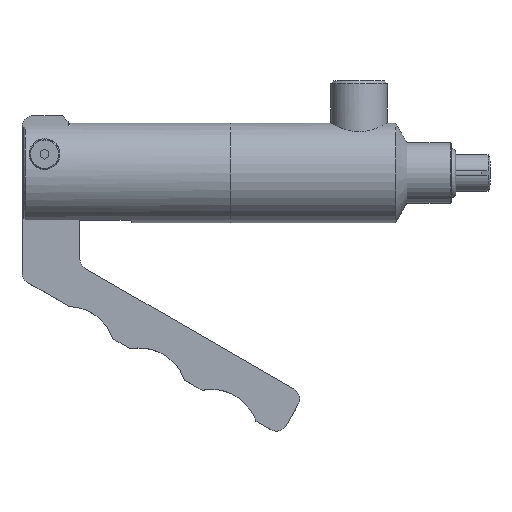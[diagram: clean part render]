
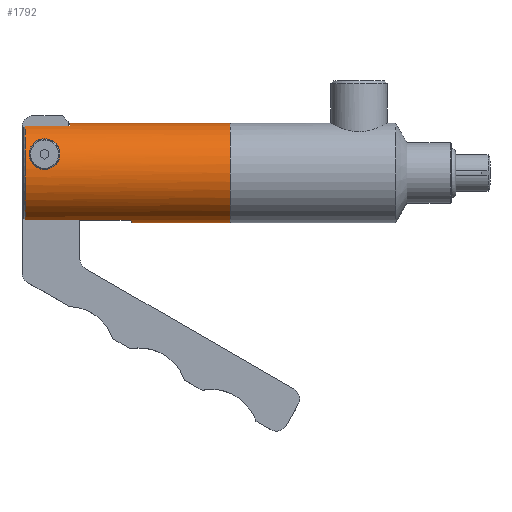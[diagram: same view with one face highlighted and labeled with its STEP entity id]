
A CAD part, top view. The second image highlights one B-rep face of the part: STEP entity #1792.
In plain terms, the highlighted cylindrical face has radius 13.462 mm (diameter 26.924 mm), a full revolution.
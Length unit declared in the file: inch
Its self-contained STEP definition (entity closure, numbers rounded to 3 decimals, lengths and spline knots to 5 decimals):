
#37=B_SPLINE_CURVE_WITH_KNOTS($,3,(#2735,#2736,#2737,#2738,#2739,#2740,
#2741,#2742,#2743,#2744,#2745,#2746,#2747,#2748,#2749,#2750,#2751,#2752,
#2753,#2754,#2755,#2756,#2757,#2758,#2759,#2760,#2761,#2762,#2763,#2764,
#2765,#2766,#2767,#2768),.UNSPECIFIED.,.T.,.F.,(4,2,2,2,2,2,2,2,2,2,2,2,
2,2,2,2,4),(0.,0.15668,0.31335,0.47644,0.63953,
0.82205,1.00457,1.16495,1.32534,1.48572,
1.64611,1.82862,2.01114,2.17423,2.33732,
2.494,2.65068),.UNSPECIFIED.);
#38=B_SPLINE_CURVE_WITH_KNOTS($,3,(#2771,#2772,#2773,#2774,#2775,#2776,
#2777,#2778,#2779,#2780,#2781,#2782,#2783,#2784,#2785,#2786,#2787,#2788,
#2789,#2790,#2791,#2792,#2793,#2794,#2795,#2796,#2797,#2798,#2799,#2800,
#2801,#2802,#2803,#2804),.UNSPECIFIED.,.T.,.F.,(4,2,2,2,2,2,2,2,2,2,2,2,
2,2,2,2,4),(0.,0.0905,0.18099,0.27693,0.37288,
0.47505,0.57722,0.66858,0.75994,
0.8513,0.94266,1.04483,1.147,1.24294,
1.33888,1.42938,1.51987),.UNSPECIFIED.);
#179=LINE($,#3124,#313);
#180=LINE($,#3126,#314);
#181=LINE($,#3130,#315);
#182=LINE($,#3134,#316);
#313=VECTOR($,#2455,0.475);
#314=VECTOR($,#2456,0.475);
#315=VECTOR($,#2459,1.125);
#316=VECTOR($,#2462,1.125);
#415=FACE_BOUND($,#648,.T.);
#416=FACE_BOUND($,#649,.T.);
#417=FACE_BOUND($,#650,.T.);
#418=FACE_BOUND($,#651,.T.);
#648=EDGE_LOOP($,(#1589));
#649=EDGE_LOOP($,(#1590));
#650=EDGE_LOOP($,(#1591));
#651=EDGE_LOOP($,(#1592,#1593,#1594,#1595,#1596,#1597,#1598,#1599));
#758=CIRCLE($,#1974,0.53);
#759=CIRCLE($,#1976,0.53);
#760=CIRCLE($,#1977,0.53);
#761=CIRCLE($,#1978,0.53);
#762=CIRCLE($,#1979,0.53);
#839=VERTEX_POINT($,#2734);
#840=VERTEX_POINT($,#2770);
#918=VERTEX_POINT($,#3112);
#919=VERTEX_POINT($,#3113);
#922=VERTEX_POINT($,#3121);
#923=VERTEX_POINT($,#3123);
#924=VERTEX_POINT($,#3125);
#925=VERTEX_POINT($,#3127);
#926=VERTEX_POINT($,#3129);
#927=VERTEX_POINT($,#3131);
#928=VERTEX_POINT($,#3133);
#1035=EDGE_CURVE($,#839,#839,#37,.T.);
#1036=EDGE_CURVE($,#840,#840,#38,.T.);
#1152=EDGE_CURVE($,#918,#919,#758,.T.);
#1156=EDGE_CURVE($,#922,#922,#759,.T.);
#1157=EDGE_CURVE($,#923,#918,#179,.T.);
#1158=EDGE_CURVE($,#919,#924,#180,.T.);
#1159=EDGE_CURVE($,#924,#925,#760,.T.);
#1160=EDGE_CURVE($,#925,#926,#181,.T.);
#1161=EDGE_CURVE($,#926,#927,#761,.T.);
#1162=EDGE_CURVE($,#927,#928,#182,.T.);
#1163=EDGE_CURVE($,#928,#923,#762,.T.);
#1589=ORIENTED_EDGE($,*,*,#1035,.T.);
#1590=ORIENTED_EDGE($,*,*,#1036,.T.);
#1591=ORIENTED_EDGE($,*,*,#1156,.F.);
#1592=ORIENTED_EDGE($,*,*,#1157,.T.);
#1593=ORIENTED_EDGE($,*,*,#1152,.T.);
#1594=ORIENTED_EDGE($,*,*,#1158,.T.);
#1595=ORIENTED_EDGE($,*,*,#1159,.T.);
#1596=ORIENTED_EDGE($,*,*,#1160,.T.);
#1597=ORIENTED_EDGE($,*,*,#1161,.T.);
#1598=ORIENTED_EDGE($,*,*,#1162,.T.);
#1599=ORIENTED_EDGE($,*,*,#1163,.T.);
#1699=CYLINDRICAL_SURFACE($,#1975,0.53);
#1792=ADVANCED_FACE($,(#415,#416,#417,#418),#1699,.T.);
#1974=AXIS2_PLACEMENT_3D($,#3114,#2446,#2447);
#1975=AXIS2_PLACEMENT_3D($,#3120,#2451,#2452);
#1976=AXIS2_PLACEMENT_3D($,#3122,#2453,#2454);
#1977=AXIS2_PLACEMENT_3D($,#3128,#2457,#2458);
#1978=AXIS2_PLACEMENT_3D($,#3132,#2460,#2461);
#1979=AXIS2_PLACEMENT_3D($,#3135,#2463,#2464);
#2446=DIRECTION('center_axis',(1.,0.,0.));
#2447=DIRECTION('ref_axis',(0.,1.,0.));
#2451=DIRECTION('center_axis',(1.,0.,0.));
#2452=DIRECTION('ref_axis',(0.,1.,0.));
#2453=DIRECTION('center_axis',(1.,0.,0.));
#2454=DIRECTION('ref_axis',(0.,1.,0.));
#2455=DIRECTION($,(1.,0.,0.));
#2456=DIRECTION($,(-1.,0.,0.));
#2457=DIRECTION('center_axis',(1.,0.,0.));
#2458=DIRECTION('ref_axis',(0.,1.,0.));
#2459=DIRECTION($,(1.,0.,0.));
#2460=DIRECTION('center_axis',(1.,0.,0.));
#2461=DIRECTION('ref_axis',(0.,1.,0.));
#2462=DIRECTION($,(-1.,0.,0.));
#2463=DIRECTION('center_axis',(1.,0.,0.));
#2464=DIRECTION('ref_axis',(0.,1.,0.));
#2734=CARTESIAN_POINT('',(0.22,0.036,0.52878));
#2735=CARTESIAN_POINT('Ctrl Pts',(0.22,0.036,0.52878));
#2736=CARTESIAN_POINT('Ctrl Pts',(0.19944,0.036,0.52878));
#2737=CARTESIAN_POINT('Ctrl Pts',(0.17751,0.04011,
0.52855));
#2738=CARTESIAN_POINT('Ctrl Pts',(0.1372,0.05677,
0.52702));
#2739=CARTESIAN_POINT('Ctrl Pts',(0.11882,0.06932,
0.52565));
#2740=CARTESIAN_POINT('Ctrl Pts',(0.08926,0.09873,
0.52094));
#2741=CARTESIAN_POINT('Ctrl Pts',(0.07646,0.11769,
0.5172));
#2742=CARTESIAN_POINT('Ctrl Pts',(0.05984,0.15843,
0.50621));
#2743=CARTESIAN_POINT('Ctrl Pts',(0.056,0.18018,
0.49889));
#2744=CARTESIAN_POINT('Ctrl Pts',(0.056,0.22218,
0.48178));
#2745=CARTESIAN_POINT('Ctrl Pts',(0.06071,0.24507,
0.47054));
#2746=CARTESIAN_POINT('Ctrl Pts',(0.07879,0.28639,
0.4466));
#2747=CARTESIAN_POINT('Ctrl Pts',(0.09211,0.30485,0.43394));
#2748=CARTESIAN_POINT('Ctrl Pts',(0.12121,0.33224,0.41325));
#2749=CARTESIAN_POINT('Ctrl Pts',(0.13847,0.34384,0.40347));
#2750=CARTESIAN_POINT('Ctrl Pts',(0.1773,0.35973,0.38937));
#2751=CARTESIAN_POINT('Ctrl Pts',(0.19895,0.364,0.38523));
#2752=CARTESIAN_POINT('Ctrl Pts',(0.24105,0.364,0.38523));
#2753=CARTESIAN_POINT('Ctrl Pts',(0.2627,0.35973,0.38937));
#2754=CARTESIAN_POINT('Ctrl Pts',(0.30153,0.34384,0.40347));
#2755=CARTESIAN_POINT('Ctrl Pts',(0.31879,0.33224,0.41325));
#2756=CARTESIAN_POINT('Ctrl Pts',(0.34789,0.30485,0.43394));
#2757=CARTESIAN_POINT('Ctrl Pts',(0.36121,0.28639,0.4466));
#2758=CARTESIAN_POINT('Ctrl Pts',(0.37929,0.24507,0.47054));
#2759=CARTESIAN_POINT('Ctrl Pts',(0.384,0.22218,0.48178));
#2760=CARTESIAN_POINT('Ctrl Pts',(0.384,0.18018,0.49889));
#2761=CARTESIAN_POINT('Ctrl Pts',(0.38016,0.15843,0.50621));
#2762=CARTESIAN_POINT('Ctrl Pts',(0.36354,0.11769,0.5172));
#2763=CARTESIAN_POINT('Ctrl Pts',(0.35074,0.09873,0.52094));
#2764=CARTESIAN_POINT('Ctrl Pts',(0.32118,0.06932,
0.52565));
#2765=CARTESIAN_POINT('Ctrl Pts',(0.3028,0.05677,
0.52702));
#2766=CARTESIAN_POINT('Ctrl Pts',(0.26249,0.04011,
0.52855));
#2767=CARTESIAN_POINT('Ctrl Pts',(0.24056,0.036,0.52878));
#2768=CARTESIAN_POINT('Ctrl Pts',(0.22,0.036,0.52878));
#2770=CARTESIAN_POINT('',(0.22,0.105,-0.51949));
#2771=CARTESIAN_POINT('Ctrl Pts',(0.22,0.105,-0.51949));
#2772=CARTESIAN_POINT('Ctrl Pts',(0.23188,0.105,-0.51949));
#2773=CARTESIAN_POINT('Ctrl Pts',(0.24453,0.10737,-0.51903));
#2774=CARTESIAN_POINT('Ctrl Pts',(0.26776,0.11692,-0.51697));
#2775=CARTESIAN_POINT('Ctrl Pts',(0.27833,0.12411,-0.51533));
#2776=CARTESIAN_POINT('Ctrl Pts',(0.29549,0.141,-0.51098));
#2777=CARTESIAN_POINT('Ctrl Pts',(0.30296,0.15198,-0.50789));
#2778=CARTESIAN_POINT('Ctrl Pts',(0.31272,0.17565,-0.5002));
#2779=CARTESIAN_POINT('Ctrl Pts',(0.315,0.18834,-0.49557));
#2780=CARTESIAN_POINT('Ctrl Pts',(0.315,0.21242,-0.48576));
#2781=CARTESIAN_POINT('Ctrl Pts',(0.31244,0.22547,-0.47984));
#2782=CARTESIAN_POINT('Ctrl Pts',(0.30222,0.24932,-0.46788));
#2783=CARTESIAN_POINT('Ctrl Pts',(0.29458,0.26015,-0.46187));
#2784=CARTESIAN_POINT('Ctrl Pts',(0.27755,0.27639,-0.45231));
#2785=CARTESIAN_POINT('Ctrl Pts',(0.26734,0.28328,-0.44798));
#2786=CARTESIAN_POINT('Ctrl Pts',(0.24456,0.29259,-0.44195));
#2787=CARTESIAN_POINT('Ctrl Pts',(0.23199,0.295,-0.44031));
#2788=CARTESIAN_POINT('Ctrl Pts',(0.20801,0.295,-0.44031));
#2789=CARTESIAN_POINT('Ctrl Pts',(0.19544,0.29259,-0.44195));
#2790=CARTESIAN_POINT('Ctrl Pts',(0.17266,0.28328,-0.44798));
#2791=CARTESIAN_POINT('Ctrl Pts',(0.16245,0.27639,-0.45231));
#2792=CARTESIAN_POINT('Ctrl Pts',(0.14542,0.26015,-0.46187));
#2793=CARTESIAN_POINT('Ctrl Pts',(0.13778,0.24932,-0.46788));
#2794=CARTESIAN_POINT('Ctrl Pts',(0.12756,0.22547,-0.47984));
#2795=CARTESIAN_POINT('Ctrl Pts',(0.125,0.21242,-0.48576));
#2796=CARTESIAN_POINT('Ctrl Pts',(0.125,0.18834,-0.49557));
#2797=CARTESIAN_POINT('Ctrl Pts',(0.12728,0.17565,-0.5002));
#2798=CARTESIAN_POINT('Ctrl Pts',(0.13704,0.15198,-0.50789));
#2799=CARTESIAN_POINT('Ctrl Pts',(0.14451,0.141,-0.51098));
#2800=CARTESIAN_POINT('Ctrl Pts',(0.16167,0.12411,-0.51533));
#2801=CARTESIAN_POINT('Ctrl Pts',(0.17224,0.11692,-0.51697));
#2802=CARTESIAN_POINT('Ctrl Pts',(0.19547,0.10737,-0.51903));
#2803=CARTESIAN_POINT('Ctrl Pts',(0.20812,0.105,-0.51949));
#2804=CARTESIAN_POINT('Ctrl Pts',(0.22,0.105,-0.51949));
#3112=CARTESIAN_POINT('',(0.49,0.49939,-0.1775));
#3113=CARTESIAN_POINT('',(0.49,0.49939,0.1775));
#3114=CARTESIAN_POINT('Origin',(0.49,0.,0.));
#3120=CARTESIAN_POINT('Origin',(1.105,0.,0.));
#3121=CARTESIAN_POINT('',(2.195,0.53,0.));
#3122=CARTESIAN_POINT('Origin',(2.195,0.,0.));
#3123=CARTESIAN_POINT('',(0.015,0.49939,-0.1775));
#3124=CARTESIAN_POINT($,(1.105,0.49939,-0.1775));
#3125=CARTESIAN_POINT('',(0.015,0.49939,0.1775));
#3126=CARTESIAN_POINT($,(1.105,0.49939,0.1775));
#3127=CARTESIAN_POINT('',(0.015,-0.49939,0.1775));
#3128=CARTESIAN_POINT('Origin',(0.015,0.,0.));
#3129=CARTESIAN_POINT('',(1.14,-0.49939,0.1775));
#3130=CARTESIAN_POINT($,(1.105,-0.49939,0.1775));
#3131=CARTESIAN_POINT('',(1.14,-0.49939,-0.1775));
#3132=CARTESIAN_POINT('Origin',(1.14,0.,0.));
#3133=CARTESIAN_POINT('',(0.015,-0.49939,-0.1775));
#3134=CARTESIAN_POINT($,(1.105,-0.49939,-0.1775));
#3135=CARTESIAN_POINT('Origin',(0.015,0.,0.));
